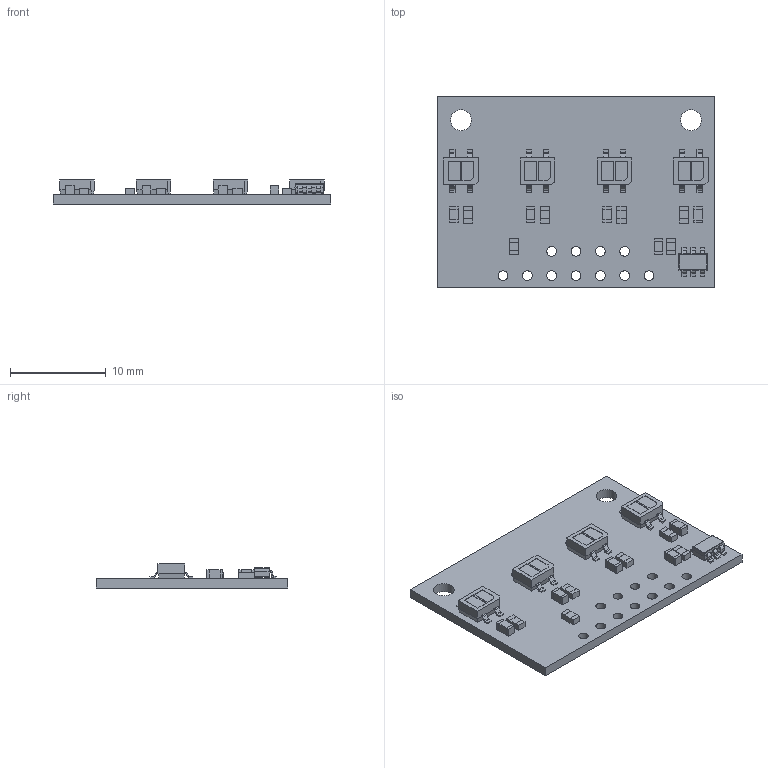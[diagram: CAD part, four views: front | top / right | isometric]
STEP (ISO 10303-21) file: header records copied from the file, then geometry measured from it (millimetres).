
FILE_DESCRIPTION (( 'STEP AP214' ), '1' );
FILE_NAME ('qtr_md_04x.step', '2018-09-28T21:20:08', ( '' ), ( '' ), 'SwSTEP 2.0', 'SolidWorks 2016', '' );
FILE_SCHEMA (( 'AUTOMOTIVE_DESIGN' ));
Length unit declared in the file: millimetre
Products named in the file (1): qtr_md_04x
Bounding box: 29 x 20 x 2.52 mm (x, y, z)
Volume: 650.9 mm3; surface area: 1448.9 mm2
Topology: 1 solids, 1 shells, 840 faces, 2323 edges, 1524 vertices
Faces by surface type: plane 587, bspline 144, cylinder 109
Full cylindrical faces by diameter (mm): 1.016 x11, 2.184 x2
Entity records: 40576 total; most frequent: CARTESIAN_POINT 10681, ORIENTED_EDGE 4620, DIRECTION 3580, EDGE_CURVE 2310, VECTOR 1782, LINE 1782, VERTEX_POINT 1524, EDGE_LOOP 960
